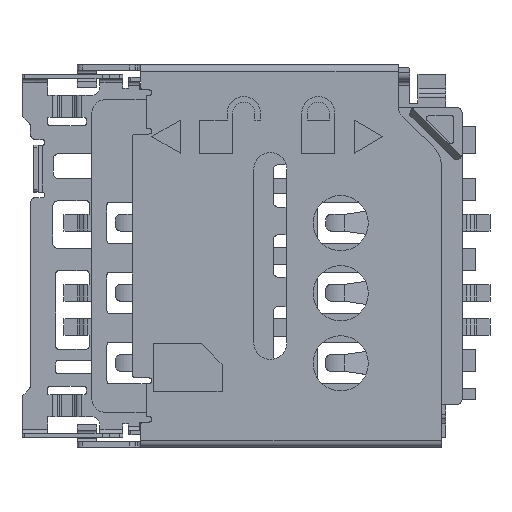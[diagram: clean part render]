
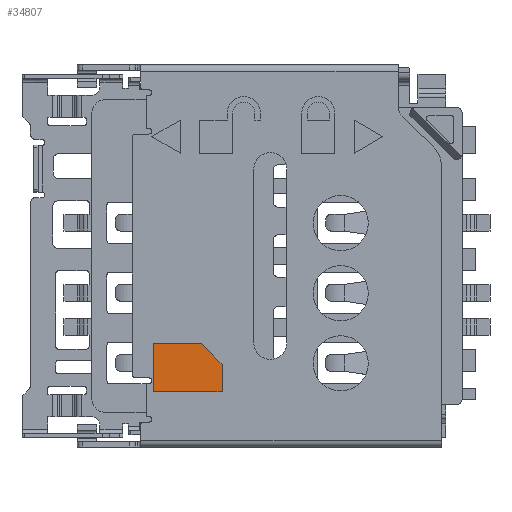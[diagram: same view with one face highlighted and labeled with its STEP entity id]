
A CAD part, top view. The second image highlights one B-rep face of the part: STEP entity #34807.
In plain terms, the highlighted planar face has unit normal (0, 0, 1).
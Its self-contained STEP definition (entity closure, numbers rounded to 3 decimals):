
#1408 = ORIENTED_EDGE ( 'NONE', *, *, #6544, .T. ) ;
#1749 = EDGE_CURVE ( 'NONE', #26123, #27175, #39187, .T. ) ;
#2603 = VECTOR ( 'NONE', #34034, 1000. ) ;
#3514 = DIRECTION ( 'NONE',  ( 1., 0., 0. ) ) ;
#3619 = CARTESIAN_POINT ( 'NONE',  ( -3.73, -4.925, 1.275 ) ) ;
#5042 = CARTESIAN_POINT ( 'NONE',  ( -3.73, -4.925, 1.275 ) ) ;
#5716 = VERTEX_POINT ( 'NONE', #8168 ) ;
#6544 = EDGE_CURVE ( 'NONE', #5716, #27946, #32051, .T. ) ;
#6895 = ORIENTED_EDGE ( 'NONE', *, *, #1749, .T. ) ;
#8168 = CARTESIAN_POINT ( 'NONE',  ( -1.23, -3.925, 1.275 ) ) ;
#8477 = CARTESIAN_POINT ( 'NONE',  ( -1.98, -3.175, 1.275 ) ) ;
#9103 = EDGE_LOOP ( 'NONE', ( #6895, #29411, #1408, #26600, #31905 ) ) ;
#9839 = PLANE ( 'NONE',  #10915 ) ;
#10915 = AXIS2_PLACEMENT_3D ( 'NONE', #20678, #20670, #20631 ) ;
#13472 = CARTESIAN_POINT ( 'NONE',  ( -1.98, -3.175, 1.275 ) ) ;
#14175 = DIRECTION ( 'NONE',  ( -1., 0., 0. ) ) ;
#14808 = VERTEX_POINT ( 'NONE', #22786 ) ;
#17132 = VECTOR ( 'NONE', #29143, 1000. ) ;
#17206 = DIRECTION ( 'NONE',  ( 0., -1., 0. ) ) ;
#17218 = LINE ( 'NONE', #29518, #17132 ) ;
#18395 = CARTESIAN_POINT ( 'NONE',  ( -3.73, -3.175, 1.275 ) ) ;
#19284 = CARTESIAN_POINT ( 'NONE',  ( -1.23, -4.925, 1.275 ) ) ;
#20631 = DIRECTION ( 'NONE',  ( 1., 0., 0. ) ) ;
#20670 = DIRECTION ( 'NONE',  ( 0., 0., 1. ) ) ;
#20678 = CARTESIAN_POINT ( 'NONE',  ( 6.87, 0., 1.275 ) ) ;
#21944 = LINE ( 'NONE', #18395, #22156 ) ;
#22156 = VECTOR ( 'NONE', #17206, 1000. ) ;
#22786 = CARTESIAN_POINT ( 'NONE',  ( -3.73, -3.175, 1.275 ) ) ;
#26123 = VERTEX_POINT ( 'NONE', #5042 ) ;
#26600 = ORIENTED_EDGE ( 'NONE', *, *, #35045, .T. ) ;
#27175 = VERTEX_POINT ( 'NONE', #19284 ) ;
#27946 = VERTEX_POINT ( 'NONE', #8477 ) ;
#28732 = LINE ( 'NONE', #13472, #28856 ) ;
#28758 = EDGE_CURVE ( 'NONE', #14808, #26123, #21944, .T. ) ;
#28856 = VECTOR ( 'NONE', #14175, 1000. ) ;
#29143 = DIRECTION ( 'NONE',  ( 0., 1., 0. ) ) ;
#29411 = ORIENTED_EDGE ( 'NONE', *, *, #37977, .T. ) ;
#29518 = CARTESIAN_POINT ( 'NONE',  ( -1.23, -4.925, 1.275 ) ) ;
#31905 = ORIENTED_EDGE ( 'NONE', *, *, #28758, .T. ) ;
#32051 = LINE ( 'NONE', #34176, #2603 ) ;
#34034 = DIRECTION ( 'NONE',  ( -0.707, 0.707, 0. ) ) ;
#34176 = CARTESIAN_POINT ( 'NONE',  ( -1.23, -3.925, 1.275 ) ) ;
#34807 = ADVANCED_FACE ( 'NONE', ( #38977 ), #9839, .T. ) ;
#35045 = EDGE_CURVE ( 'NONE', #27946, #14808, #28732, .T. ) ;
#37977 = EDGE_CURVE ( 'NONE', #27175, #5716, #17218, .T. ) ;
#38977 = FACE_OUTER_BOUND ( 'NONE', #9103, .T. ) ;
#39187 = LINE ( 'NONE', #3619, #42170 ) ;
#42170 = VECTOR ( 'NONE', #3514, 1000. ) ;
